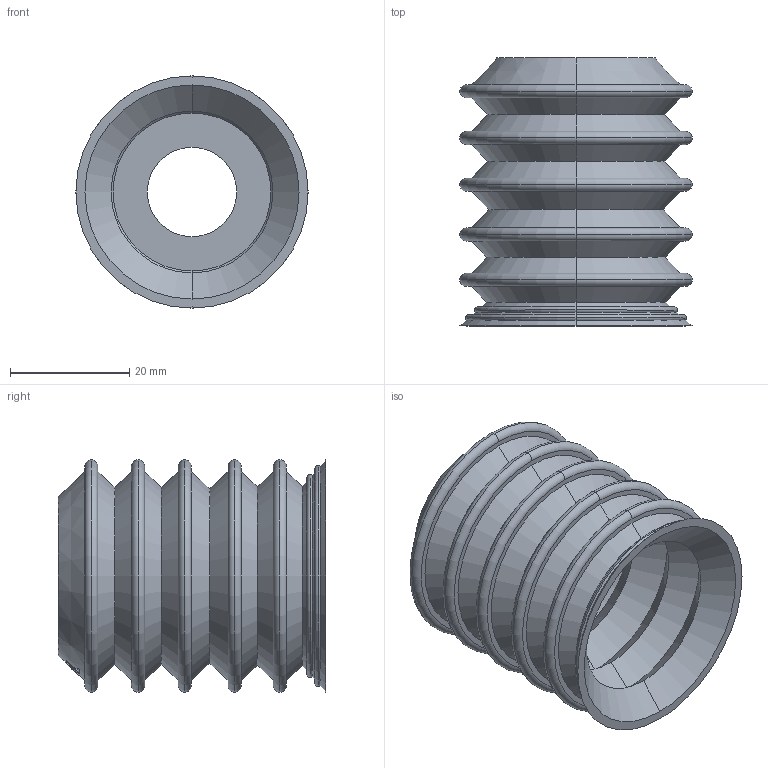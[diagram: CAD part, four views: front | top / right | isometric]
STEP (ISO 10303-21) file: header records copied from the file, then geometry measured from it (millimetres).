
FILE_DESCRIPTION(('STEP AP214'),'1');
FILE_NAME('COVAL_VSE39SI.stp','2017-12-28T08:27:41',('TraceParts'),('TraceParts S.A.'),'Spatial InterOp 3D',' ',' ');
FILE_SCHEMA(('automotive_design'));
Length unit declared in the file: millimetre
Products named in the file (1): COVAL_VSE39SI
Bounding box: 39 x 45 x 39 mm (x, y, z)
Volume: 8926.2 mm3; surface area: 14775.8 mm2
Topology: 1 solids, 1 shells, 145 faces, 326 edges, 200 vertices
Faces by surface type: cone 56, bspline 46, torus 28, plane 13, cylinder 2
Entity records: 11120 total; most frequent: CARTESIAN_POINT 7018, ORIENTED_EDGE 652, DIRECTION 516, EDGE_CURVE 326, AXIS2_PLACEMENT_3D 232, VERTEX_POINT 200, EDGE_LOOP 164, STYLED_ITEM 145
